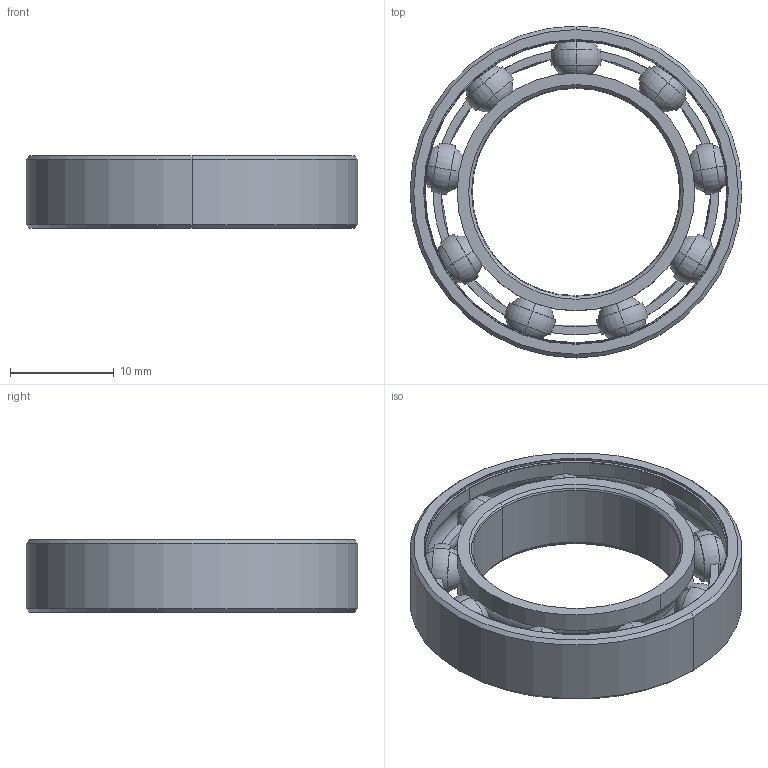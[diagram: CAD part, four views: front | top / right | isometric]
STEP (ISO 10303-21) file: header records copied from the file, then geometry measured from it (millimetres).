
FILE_DESCRIPTION (( 'STEP AP203' ), '1' );
FILE_NAME ('Pack and go 8-II( Updated Final Assembly File)5972K215_Ball Bearing( 20mm shFT)_5972K215_sldprt.STEP', '2024-12-13T20:42:50', ( '' ), ( '' ), 'SwSTEP 2.0', 'SolidWorks 2024', '' );
FILE_SCHEMA (( 'CONFIG_CONTROL_DESIGN' ));
Length unit declared in the file: millimetre
Products named in the file (1): Pack and go 8-II( Updated Final Assembly File)5972K215_Ball Bearing( 20mm shFT)_5972K215_sldprt
Bounding box: 32 x 32 x 7 mm (x, y, z)
Volume: 1915 mm3; surface area: 4220.3 mm2
Topology: 12 solids, 12 shells, 198 faces, 522 edges, 332 vertices
Faces by surface type: plane 62, cylinder 56, torus 36, sphere 36, cone 8
Entity records: 6195 total; most frequent: CARTESIAN_POINT 1485, DIRECTION 1054, ORIENTED_EDGE 900, AXIS2_PLACEMENT_3D 513, EDGE_CURVE 450, CIRCLE 314, VERTEX_POINT 296, EDGE_LOOP 260
